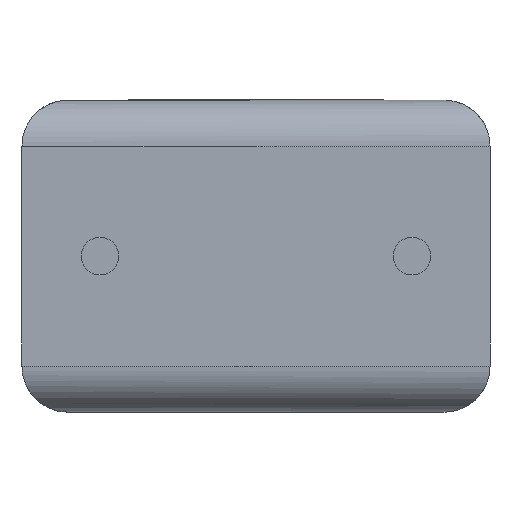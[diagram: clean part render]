
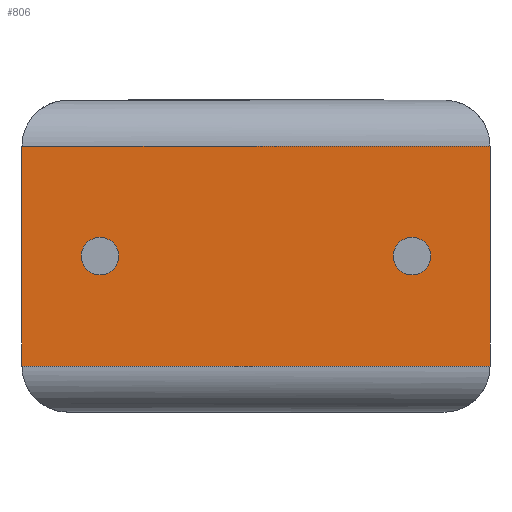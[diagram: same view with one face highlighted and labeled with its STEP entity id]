
A CAD part, front view. The second image highlights one B-rep face of the part: STEP entity #806.
In plain terms, the highlighted planar face has unit normal (0, -1, 0).
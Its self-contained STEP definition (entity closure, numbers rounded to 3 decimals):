
#34 = EDGE_LOOP ( 'NONE', ( #1561, #2596 ) ) ;
#82 = EDGE_CURVE ( 'NONE', #1269, #144, #1197, .T. ) ;
#128 = LINE ( 'NONE', #2510, #3125 ) ;
#144 = VERTEX_POINT ( 'NONE', #894 ) ;
#145 = CARTESIAN_POINT ( 'NONE',  ( -0.965, 0., 2.54 ) ) ;
#172 = CARTESIAN_POINT ( 'NONE',  ( 0., 0., 4.33 ) ) ;
#306 = EDGE_LOOP ( 'NONE', ( #3664, #1022 ) ) ;
#353 = DIRECTION ( 'NONE',  ( -1., 0., 0. ) ) ;
#359 = VERTEX_POINT ( 'NONE', #362 ) ;
#362 = CARTESIAN_POINT ( 'NONE',  ( -6.045, 0., 2.54 ) ) ;
#366 = CARTESIAN_POINT ( 'NONE',  ( -7.62, 0., 4.33 ) ) ;
#404 = DIRECTION ( 'NONE',  ( -1., 0., 0. ) ) ;
#430 = DIRECTION ( 'NONE',  ( 0., -1., 0. ) ) ;
#532 = ORIENTED_EDGE ( 'NONE', *, *, #1969, .T. ) ;
#535 = DIRECTION ( 'NONE',  ( 1., 0., 0. ) ) ;
#580 = CARTESIAN_POINT ( 'NONE',  ( 0., 0., 5.08 ) ) ;
#614 = FACE_BOUND ( 'NONE', #306, .T. ) ;
#775 = CARTESIAN_POINT ( 'NONE',  ( -6.35, 0., 2.54 ) ) ;
#806 = ADVANCED_FACE ( 'NONE', ( #614, #2371, #2565 ), #3691, .F. ) ;
#885 = CIRCLE ( 'NONE', #2400, 0.305 ) ;
#894 = CARTESIAN_POINT ( 'NONE',  ( -1.575, 0., 2.54 ) ) ;
#912 = AXIS2_PLACEMENT_3D ( 'NONE', #1423, #3704, #2282 ) ;
#931 = VECTOR ( 'NONE', #535, 1000. ) ;
#1022 = ORIENTED_EDGE ( 'NONE', *, *, #82, .T. ) ;
#1197 = CIRCLE ( 'NONE', #1549, 0.305 ) ;
#1200 = EDGE_LOOP ( 'NONE', ( #3655, #1408, #532, #1329 ) ) ;
#1239 = LINE ( 'NONE', #580, #1780 ) ;
#1269 = VERTEX_POINT ( 'NONE', #145 ) ;
#1275 = CARTESIAN_POINT ( 'NONE',  ( -6.35, 0., 2.54 ) ) ;
#1329 = ORIENTED_EDGE ( 'NONE', *, *, #2468, .T. ) ;
#1334 = DIRECTION ( 'NONE',  ( 0., 0., -1. ) ) ;
#1408 = ORIENTED_EDGE ( 'NONE', *, *, #3173, .T. ) ;
#1420 = VECTOR ( 'NONE', #404, 1000. ) ;
#1423 = CARTESIAN_POINT ( 'NONE',  ( 0., 0., 5.08 ) ) ;
#1433 = AXIS2_PLACEMENT_3D ( 'NONE', #3661, #1921, #1932 ) ;
#1549 = AXIS2_PLACEMENT_3D ( 'NONE', #2101, #3474, #353 ) ;
#1561 = ORIENTED_EDGE ( 'NONE', *, *, #2184, .F. ) ;
#1634 = CARTESIAN_POINT ( 'NONE',  ( -6.655, 0., 2.54 ) ) ;
#1694 = CARTESIAN_POINT ( 'NONE',  ( 0., 0., 0.75 ) ) ;
#1780 = VECTOR ( 'NONE', #2918, 1000. ) ;
#1921 = DIRECTION ( 'NONE',  ( 0., 1., 0. ) ) ;
#1932 = DIRECTION ( 'NONE',  ( -1., 0., 0. ) ) ;
#1969 = EDGE_CURVE ( 'NONE', #3408, #3675, #128, .T. ) ;
#2101 = CARTESIAN_POINT ( 'NONE',  ( -1.27, 0., 2.54 ) ) ;
#2184 = EDGE_CURVE ( 'NONE', #2357, #359, #3033, .T. ) ;
#2282 = DIRECTION ( 'NONE',  ( -1., 0., 0. ) ) ;
#2290 = EDGE_CURVE ( 'NONE', #359, #2357, #885, .T. ) ;
#2357 = VERTEX_POINT ( 'NONE', #1634 ) ;
#2371 = FACE_OUTER_BOUND ( 'NONE', #1200, .T. ) ;
#2400 = AXIS2_PLACEMENT_3D ( 'NONE', #775, #430, #2806 ) ;
#2402 = LINE ( 'NONE', #1694, #931 ) ;
#2468 = EDGE_CURVE ( 'NONE', #3675, #3242, #2402, .T. ) ;
#2492 = CIRCLE ( 'NONE', #1433, 0.305 ) ;
#2510 = CARTESIAN_POINT ( 'NONE',  ( -7.62, 0., 5.08 ) ) ;
#2544 = CARTESIAN_POINT ( 'NONE',  ( 0., 0., 0.75 ) ) ;
#2559 = CARTESIAN_POINT ( 'NONE',  ( -7.62, 0., 0.75 ) ) ;
#2565 = FACE_BOUND ( 'NONE', #34, .T. ) ;
#2596 = ORIENTED_EDGE ( 'NONE', *, *, #2290, .F. ) ;
#2732 = DIRECTION ( 'NONE',  ( 0., -1., 0. ) ) ;
#2806 = DIRECTION ( 'NONE',  ( -1., 0., 0. ) ) ;
#2918 = DIRECTION ( 'NONE',  ( 0., 0., -1. ) ) ;
#2951 = EDGE_CURVE ( 'NONE', #3006, #3242, #1239, .T. ) ;
#3006 = VERTEX_POINT ( 'NONE', #3514 ) ;
#3033 = CIRCLE ( 'NONE', #3476, 0.305 ) ;
#3125 = VECTOR ( 'NONE', #1334, 1000. ) ;
#3173 = EDGE_CURVE ( 'NONE', #3006, #3408, #3391, .T. ) ;
#3242 = VERTEX_POINT ( 'NONE', #2544 ) ;
#3391 = LINE ( 'NONE', #172, #1420 ) ;
#3408 = VERTEX_POINT ( 'NONE', #366 ) ;
#3474 = DIRECTION ( 'NONE',  ( 0., 1., 0. ) ) ;
#3476 = AXIS2_PLACEMENT_3D ( 'NONE', #1275, #2732, #3569 ) ;
#3514 = CARTESIAN_POINT ( 'NONE',  ( 0., 0., 4.33 ) ) ;
#3569 = DIRECTION ( 'NONE',  ( -1., 0., 0. ) ) ;
#3628 = EDGE_CURVE ( 'NONE', #144, #1269, #2492, .T. ) ;
#3655 = ORIENTED_EDGE ( 'NONE', *, *, #2951, .F. ) ;
#3661 = CARTESIAN_POINT ( 'NONE',  ( -1.27, 0., 2.54 ) ) ;
#3664 = ORIENTED_EDGE ( 'NONE', *, *, #3628, .T. ) ;
#3675 = VERTEX_POINT ( 'NONE', #2559 ) ;
#3691 = PLANE ( 'NONE',  #912 ) ;
#3704 = DIRECTION ( 'NONE',  ( 0., 1., 0. ) ) ;
